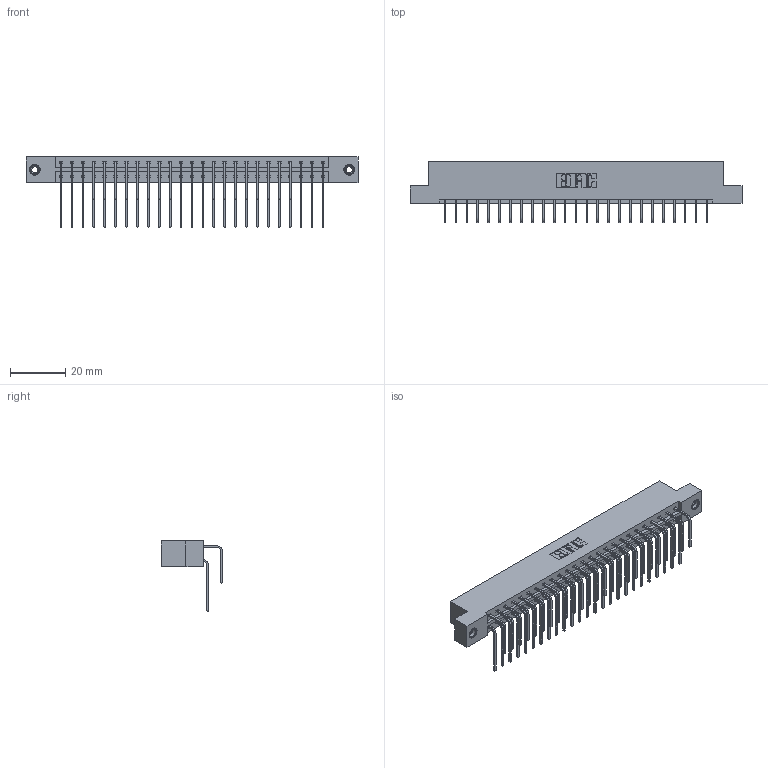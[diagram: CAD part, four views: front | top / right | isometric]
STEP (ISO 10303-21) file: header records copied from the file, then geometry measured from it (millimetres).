
FILE_DESCRIPTION (( 'STEP AP203' ), '1' );
FILE_NAME ('833-050-558-208.STEP', '2020-06-04T18:13:13', ( '' ), ( '' ), 'SwSTEP 2.0', 'SolidWorks 2020', '' );
FILE_SCHEMA (( 'CONFIG_CONTROL_DESIGN' ));
Length unit declared in the file: inch
Products named in the file (5): 345-292-001_558 559 Tail - 1; 345-250-001_345-250-003-102; 833 Part_Flush - .156 Dia - TI; 345-292-001_558 Tail - 2; 833-050-558-208
Assembly tree (53 placements, depth 2):
  833-050-558-208
    833 Part_Flush - .156 Dia - TI
    345-292-001_558 559 Tail - 1  x25
    345-292-001_558 Tail - 2  x25
    345-250-001_345-250-003-102  x2
Bounding box: 120.6 x 22.17 x 25.53 mm (x, y, z)
Volume: 12435.4 mm3; surface area: 15977.6 mm2
Topology: 53 solids, 53 shells, 2874 faces, 8497 edges, 5590 vertices
Faces by surface type: plane 2002, cylinder 856, cone 12, torus 4
Entity records: 21252 total; most frequent: CARTESIAN_POINT 3576, ORIENTED_EDGE 3454, DIRECTION 3097, EDGE_CURVE 1727, VECTOR 1539, LINE 1539, VERTEX_POINT 1144, AXIS2_PLACEMENT_3D 779
